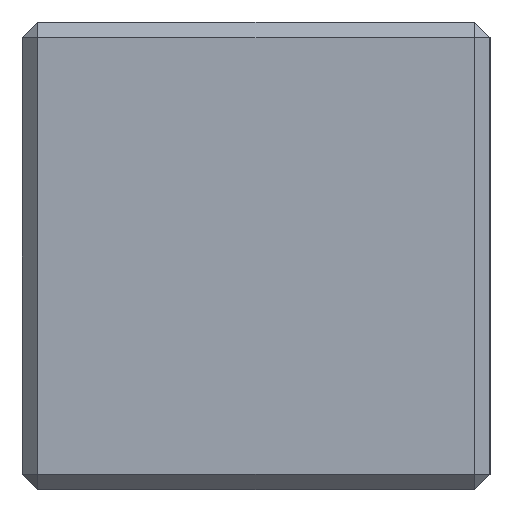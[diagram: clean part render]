
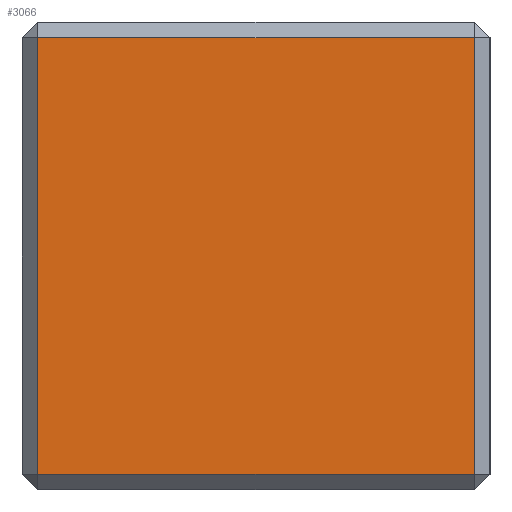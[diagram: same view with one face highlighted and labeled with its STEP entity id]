
A CAD part, left-side view. The second image highlights one B-rep face of the part: STEP entity #3066.
In plain terms, the highlighted planar face has unit normal (-1, 0, 0).
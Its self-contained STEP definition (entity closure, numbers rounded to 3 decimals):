
#86=PLANE('',#3299);
#270=FACE_OUTER_BOUND('',#454,.T.);
#454=EDGE_LOOP('',(#2733,#2734,#2735,#2736));
#899=LINE('',#11482,#1091);
#901=LINE('',#11485,#1093);
#903=LINE('',#11488,#1095);
#910=LINE('',#11502,#1102);
#1091=VECTOR('',#3882,10.);
#1093=VECTOR('',#3886,10.);
#1095=VECTOR('',#3890,10.);
#1102=VECTOR('',#3903,10.);
#1389=VERTEX_POINT('',#11447);
#1392=VERTEX_POINT('',#11454);
#1397=VERTEX_POINT('',#11464);
#1399=VERTEX_POINT('',#11469);
#1843=EDGE_CURVE('',#1392,#1399,#899,.T.);
#1845=EDGE_CURVE('',#1399,#1397,#901,.T.);
#1847=EDGE_CURVE('',#1397,#1389,#903,.T.);
#1854=EDGE_CURVE('',#1389,#1392,#910,.T.);
#2733=ORIENTED_EDGE('',*,*,#1843,.F.);
#2734=ORIENTED_EDGE('',*,*,#1854,.F.);
#2735=ORIENTED_EDGE('',*,*,#1847,.F.);
#2736=ORIENTED_EDGE('',*,*,#1845,.F.);
#3066=ADVANCED_FACE('',(#270),#86,.T.);
#3299=AXIS2_PLACEMENT_3D('',#11514,#3916,#3917);
#3882=DIRECTION('',(0.,0.,1.));
#3886=DIRECTION('',(0.,-1.,0.));
#3890=DIRECTION('',(0.,0.,-1.));
#3903=DIRECTION('',(0.,1.,0.));
#3916=DIRECTION('center_axis',(-1.,0.,0.));
#3917=DIRECTION('ref_axis',(0.,0.,-1.));
#11447=CARTESIAN_POINT('',(-10.,17.,2.));
#11454=CARTESIAN_POINT('',(-10.,45.,2.));
#11464=CARTESIAN_POINT('',(-10.,17.,30.));
#11469=CARTESIAN_POINT('',(-10.,45.,30.));
#11482=CARTESIAN_POINT('',(-10.,45.,23.5));
#11485=CARTESIAN_POINT('',(-10.,46.,30.));
#11488=CARTESIAN_POINT('',(-10.,17.,23.5));
#11502=CARTESIAN_POINT('',(-10.,46.,2.));
#11514=CARTESIAN_POINT('Origin',(-10.,46.,31.));
